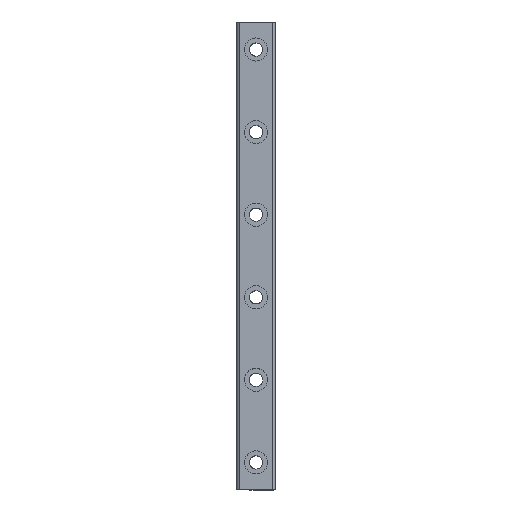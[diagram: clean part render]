
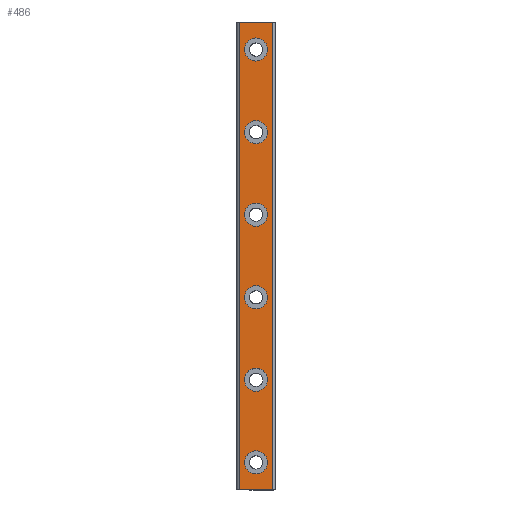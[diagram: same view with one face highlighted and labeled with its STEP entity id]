
A CAD part, top view. The second image highlights one B-rep face of the part: STEP entity #486.
In plain terms, the highlighted planar face has unit normal (0, 0, 1).
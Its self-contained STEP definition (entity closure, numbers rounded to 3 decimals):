
#2 = VERTEX_POINT ( 'NONE', #834 ) ;
#10 = DIRECTION ( 'NONE',  ( 0., 0., -1. ) ) ;
#14 = VERTEX_POINT ( 'NONE', #339 ) ;
#16 = FACE_OUTER_BOUND ( 'NONE', #1793, .T. ) ;
#18 = CARTESIAN_POINT ( 'NONE',  ( -2.1, 7.5, 5. ) ) ;
#33 = DIRECTION ( 'NONE',  ( 0., 1., 0. ) ) ;
#45 = EDGE_LOOP ( 'NONE', ( #450, #1386 ) ) ;
#46 = CARTESIAN_POINT ( 'NONE',  ( 3.074, 42.5, 5. ) ) ;
#93 = CARTESIAN_POINT ( 'NONE',  ( 0., -22.5, 5. ) ) ;
#113 = EDGE_LOOP ( 'NONE', ( #510, #1334 ) ) ;
#132 = EDGE_CURVE ( 'NONE', #384, #431, #1751, .T. ) ;
#140 = ORIENTED_EDGE ( 'NONE', *, *, #1367, .F. ) ;
#145 = VERTEX_POINT ( 'NONE', #235 ) ;
#151 = AXIS2_PLACEMENT_3D ( 'NONE', #93, #1084, #1849 ) ;
#166 = VERTEX_POINT ( 'NONE', #1942 ) ;
#194 = EDGE_LOOP ( 'NONE', ( #1641, #1024 ) ) ;
#196 = CIRCLE ( 'NONE', #540, 2.1 ) ;
#208 = EDGE_CURVE ( 'NONE', #406, #1294, #1323, .T. ) ;
#218 = VECTOR ( 'NONE', #382, 1000. ) ;
#225 = AXIS2_PLACEMENT_3D ( 'NONE', #1076, #1389, #301 ) ;
#227 = VECTOR ( 'NONE', #33, 1000. ) ;
#235 = CARTESIAN_POINT ( 'NONE',  ( -2.1, 22.5, 5. ) ) ;
#244 = CARTESIAN_POINT ( 'NONE',  ( -3.074, -42.5, 5. ) ) ;
#248 = DIRECTION ( 'NONE',  ( 0., 0., -1. ) ) ;
#253 = VERTEX_POINT ( 'NONE', #2012 ) ;
#254 = CIRCLE ( 'NONE', #1803, 2.1 ) ;
#262 = CIRCLE ( 'NONE', #1878, 2.1 ) ;
#275 = EDGE_CURVE ( 'NONE', #14, #671, #262, .T. ) ;
#301 = DIRECTION ( 'NONE',  ( 1., 0., 0. ) ) ;
#302 = ORIENTED_EDGE ( 'NONE', *, *, #569, .T. ) ;
#324 = CARTESIAN_POINT ( 'NONE',  ( -3.074, -42.5, 5. ) ) ;
#339 = CARTESIAN_POINT ( 'NONE',  ( -2.1, 37.5, 5. ) ) ;
#341 = DIRECTION ( 'NONE',  ( 0., 0., 1. ) ) ;
#382 = DIRECTION ( 'NONE',  ( 1., 0., 0. ) ) ;
#384 = VERTEX_POINT ( 'NONE', #1578 ) ;
#406 = VERTEX_POINT ( 'NONE', #324 ) ;
#413 = DIRECTION ( 'NONE',  ( 1., 0., 0. ) ) ;
#431 = VERTEX_POINT ( 'NONE', #1144 ) ;
#433 = CARTESIAN_POINT ( 'NONE',  ( 0., -37.5, 5. ) ) ;
#437 = DIRECTION ( 'NONE',  ( 0., 0., -1. ) ) ;
#450 = ORIENTED_EDGE ( 'NONE', *, *, #836, .T. ) ;
#467 = DIRECTION ( 'NONE',  ( 0., 0., -1. ) ) ;
#474 = CARTESIAN_POINT ( 'NONE',  ( 0., -7.5, 5. ) ) ;
#479 = LINE ( 'NONE', #1292, #1182 ) ;
#486 = ADVANCED_FACE ( 'NONE', ( #16, #1610, #1904, #983, #1256, #1753, #1598 ), #512, .T. ) ;
#490 = DIRECTION ( 'NONE',  ( 1., 0., 0. ) ) ;
#504 = AXIS2_PLACEMENT_3D ( 'NONE', #1827, #745, #1203 ) ;
#510 = ORIENTED_EDGE ( 'NONE', *, *, #634, .T. ) ;
#512 = PLANE ( 'NONE',  #1231 ) ;
#514 = CARTESIAN_POINT ( 'NONE',  ( 0., 37.5, 5. ) ) ;
#525 = AXIS2_PLACEMENT_3D ( 'NONE', #1717, #1707, #1548 ) ;
#540 = AXIS2_PLACEMENT_3D ( 'NONE', #433, #248, #1063 ) ;
#569 = EDGE_CURVE ( 'NONE', #253, #676, #695, .T. ) ;
#610 = ORIENTED_EDGE ( 'NONE', *, *, #1951, .T. ) ;
#619 = LINE ( 'NONE', #1899, #1370 ) ;
#631 = CARTESIAN_POINT ( 'NONE',  ( 0., 22.5, 5. ) ) ;
#634 = EDGE_CURVE ( 'NONE', #431, #384, #196, .T. ) ;
#651 = CARTESIAN_POINT ( 'NONE',  ( -3.074, 42.5, 5. ) ) ;
#656 = AXIS2_PLACEMENT_3D ( 'NONE', #1245, #467, #1583 ) ;
#671 = VERTEX_POINT ( 'NONE', #1092 ) ;
#672 = EDGE_CURVE ( 'NONE', #1581, #988, #793, .T. ) ;
#676 = VERTEX_POINT ( 'NONE', #18 ) ;
#695 = CIRCLE ( 'NONE', #504, 2.1 ) ;
#708 = ORIENTED_EDGE ( 'NONE', *, *, #1916, .T. ) ;
#745 = DIRECTION ( 'NONE',  ( 0., 0., -1. ) ) ;
#793 = CIRCLE ( 'NONE', #1607, 2.1 ) ;
#823 = CIRCLE ( 'NONE', #656, 2.1 ) ;
#827 = CARTESIAN_POINT ( 'NONE',  ( -3.074, -42.5, 5. ) ) ;
#834 = CARTESIAN_POINT ( 'NONE',  ( 2.1, 22.5, 5. ) ) ;
#836 = EDGE_CURVE ( 'NONE', #671, #14, #1574, .T. ) ;
#839 = CARTESIAN_POINT ( 'NONE',  ( -3.074, 42.5, 5. ) ) ;
#864 = ORIENTED_EDGE ( 'NONE', *, *, #1286, .T. ) ;
#909 = ORIENTED_EDGE ( 'NONE', *, *, #1767, .T. ) ;
#951 = DIRECTION ( 'NONE',  ( 0., 0., -1. ) ) ;
#983 = FACE_BOUND ( 'NONE', #1179, .T. ) ;
#988 = VERTEX_POINT ( 'NONE', #1039 ) ;
#1000 = LINE ( 'NONE', #839, #218 ) ;
#1013 = DIRECTION ( 'NONE',  ( 1., 0., 0. ) ) ;
#1024 = ORIENTED_EDGE ( 'NONE', *, *, #1036, .T. ) ;
#1036 = EDGE_CURVE ( 'NONE', #166, #1099, #1049, .T. ) ;
#1039 = CARTESIAN_POINT ( 'NONE',  ( 2.1, -7.5, 5. ) ) ;
#1049 = CIRCLE ( 'NONE', #151, 2.1 ) ;
#1063 = DIRECTION ( 'NONE',  ( 1., 0., 0. ) ) ;
#1076 = CARTESIAN_POINT ( 'NONE',  ( 0., 7.5, 5. ) ) ;
#1082 = DIRECTION ( 'NONE',  ( 1., 0., 0. ) ) ;
#1084 = DIRECTION ( 'NONE',  ( 0., 0., -1. ) ) ;
#1092 = CARTESIAN_POINT ( 'NONE',  ( 2.1, 37.5, 5. ) ) ;
#1099 = VERTEX_POINT ( 'NONE', #1521 ) ;
#1105 = CARTESIAN_POINT ( 'NONE',  ( 0., -22.5, 5. ) ) ;
#1109 = DIRECTION ( 'NONE',  ( 0., 1., 0. ) ) ;
#1110 = CARTESIAN_POINT ( 'NONE',  ( 3.074, -42.5, 5. ) ) ;
#1126 = AXIS2_PLACEMENT_3D ( 'NONE', #514, #1458, #1303 ) ;
#1130 = DIRECTION ( 'NONE',  ( 1., 0., 0. ) ) ;
#1144 = CARTESIAN_POINT ( 'NONE',  ( 2.1, -37.5, 5. ) ) ;
#1179 = EDGE_LOOP ( 'NONE', ( #909, #1361 ) ) ;
#1182 = VECTOR ( 'NONE', #1109, 1000. ) ;
#1203 = DIRECTION ( 'NONE',  ( 1., 0., 0. ) ) ;
#1231 = AXIS2_PLACEMENT_3D ( 'NONE', #827, #341, #1893 ) ;
#1245 = CARTESIAN_POINT ( 'NONE',  ( 0., 22.5, 5. ) ) ;
#1256 = FACE_BOUND ( 'NONE', #1862, .T. ) ;
#1270 = ORIENTED_EDGE ( 'NONE', *, *, #1859, .T. ) ;
#1286 = EDGE_CURVE ( 'NONE', #2, #145, #823, .T. ) ;
#1289 = EDGE_CURVE ( 'NONE', #145, #2, #1802, .T. ) ;
#1292 = CARTESIAN_POINT ( 'NONE',  ( 3.074, -42.5, 5. ) ) ;
#1294 = VERTEX_POINT ( 'NONE', #651 ) ;
#1303 = DIRECTION ( 'NONE',  ( 1., 0., 0. ) ) ;
#1323 = LINE ( 'NONE', #244, #227 ) ;
#1328 = VERTEX_POINT ( 'NONE', #46 ) ;
#1334 = ORIENTED_EDGE ( 'NONE', *, *, #132, .T. ) ;
#1361 = ORIENTED_EDGE ( 'NONE', *, *, #672, .T. ) ;
#1367 = EDGE_CURVE ( 'NONE', #1294, #1328, #1000, .T. ) ;
#1370 = VECTOR ( 'NONE', #490, 1000. ) ;
#1386 = ORIENTED_EDGE ( 'NONE', *, *, #275, .T. ) ;
#1389 = DIRECTION ( 'NONE',  ( 0., 0., -1. ) ) ;
#1458 = DIRECTION ( 'NONE',  ( 0., 0., -1. ) ) ;
#1463 = ORIENTED_EDGE ( 'NONE', *, *, #1289, .T. ) ;
#1466 = DIRECTION ( 'NONE',  ( 0., 0., -1. ) ) ;
#1471 = CARTESIAN_POINT ( 'NONE',  ( -2.1, -7.5, 5. ) ) ;
#1521 = CARTESIAN_POINT ( 'NONE',  ( 2.1, -22.5, 5. ) ) ;
#1548 = DIRECTION ( 'NONE',  ( 1., 0., 0. ) ) ;
#1574 = CIRCLE ( 'NONE', #1126, 2.1 ) ;
#1578 = CARTESIAN_POINT ( 'NONE',  ( -2.1, -37.5, 5. ) ) ;
#1580 = DIRECTION ( 'NONE',  ( 0., 0., -1. ) ) ;
#1581 = VERTEX_POINT ( 'NONE', #1471 ) ;
#1583 = DIRECTION ( 'NONE',  ( 1., 0., 0. ) ) ;
#1598 = FACE_BOUND ( 'NONE', #45, .T. ) ;
#1607 = AXIS2_PLACEMENT_3D ( 'NONE', #474, #1580, #1130 ) ;
#1609 = AXIS2_PLACEMENT_3D ( 'NONE', #1952, #1466, #1013 ) ;
#1610 = FACE_BOUND ( 'NONE', #113, .T. ) ;
#1641 = ORIENTED_EDGE ( 'NONE', *, *, #1845, .T. ) ;
#1662 = ORIENTED_EDGE ( 'NONE', *, *, #208, .F. ) ;
#1707 = DIRECTION ( 'NONE',  ( 0., 0., -1. ) ) ;
#1717 = CARTESIAN_POINT ( 'NONE',  ( 0., -7.5, 5. ) ) ;
#1751 = CIRCLE ( 'NONE', #1609, 2.1 ) ;
#1753 = FACE_BOUND ( 'NONE', #1964, .T. ) ;
#1767 = EDGE_CURVE ( 'NONE', #988, #1581, #1996, .T. ) ;
#1793 = EDGE_LOOP ( 'NONE', ( #140, #1662, #1270, #708 ) ) ;
#1802 = CIRCLE ( 'NONE', #1994, 2.1 ) ;
#1803 = AXIS2_PLACEMENT_3D ( 'NONE', #1105, #951, #1082 ) ;
#1827 = CARTESIAN_POINT ( 'NONE',  ( 0., 7.5, 5. ) ) ;
#1844 = CARTESIAN_POINT ( 'NONE',  ( 0., 37.5, 5. ) ) ;
#1845 = EDGE_CURVE ( 'NONE', #1099, #166, #254, .T. ) ;
#1849 = DIRECTION ( 'NONE',  ( 1., 0., 0. ) ) ;
#1859 = EDGE_CURVE ( 'NONE', #406, #2017, #619, .T. ) ;
#1862 = EDGE_LOOP ( 'NONE', ( #302, #610 ) ) ;
#1878 = AXIS2_PLACEMENT_3D ( 'NONE', #1844, #437, #413 ) ;
#1885 = DIRECTION ( 'NONE',  ( 1., 0., 0. ) ) ;
#1893 = DIRECTION ( 'NONE',  ( 1., 0., 0. ) ) ;
#1899 = CARTESIAN_POINT ( 'NONE',  ( -3.074, -42.5, 5. ) ) ;
#1904 = FACE_BOUND ( 'NONE', #194, .T. ) ;
#1916 = EDGE_CURVE ( 'NONE', #2017, #1328, #479, .T. ) ;
#1942 = CARTESIAN_POINT ( 'NONE',  ( -2.1, -22.5, 5. ) ) ;
#1951 = EDGE_CURVE ( 'NONE', #676, #253, #1999, .T. ) ;
#1952 = CARTESIAN_POINT ( 'NONE',  ( 0., -37.5, 5. ) ) ;
#1964 = EDGE_LOOP ( 'NONE', ( #864, #1463 ) ) ;
#1994 = AXIS2_PLACEMENT_3D ( 'NONE', #631, #10, #1885 ) ;
#1996 = CIRCLE ( 'NONE', #525, 2.1 ) ;
#1999 = CIRCLE ( 'NONE', #225, 2.1 ) ;
#2012 = CARTESIAN_POINT ( 'NONE',  ( 2.1, 7.5, 5. ) ) ;
#2017 = VERTEX_POINT ( 'NONE', #1110 ) ;
